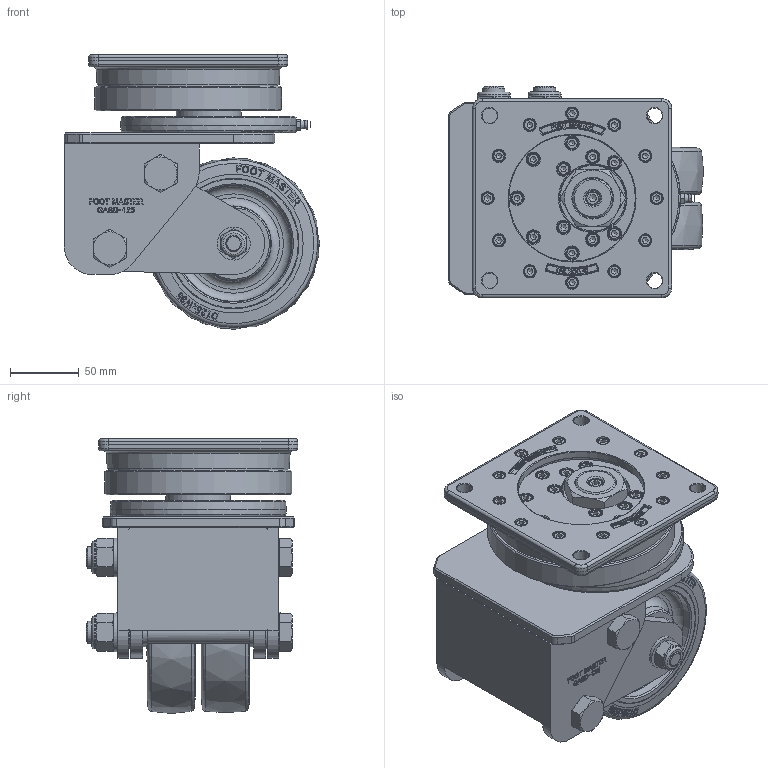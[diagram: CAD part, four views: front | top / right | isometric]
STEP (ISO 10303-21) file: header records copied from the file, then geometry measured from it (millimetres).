
FILE_DESCRIPTION(/* description */ (''),/* implementation_level */ '2;1');
FILE_NAME(/* name */ 'GAASD-125-ASF-HUD.stp',/* time_stamp */ '2024-05-21T09:14:39+09:00',/* author */ ('admin'),/* organization */ (''),/* preprocessor_version */ 'ST-DEVELOPER v18.1',/* originating_system */ 'Autodesk Inventor 2021',/* authorisation */ '');
FILE_SCHEMA (('AUTOMOTIVE_DESIGN { 1 0 10303 214 3 1 1 }'));
Products named in the file (1): GAASD-125-ASF-HUD_Shrinkwrap_1
Bounding box: 185.67 x 154.1 x 200 mm (x, y, z)
Volume: 2008879.4 mm3; surface area: 335668.5 mm2
Topology: 1 solids, 4 shells, 2378 faces, 6476 edges, 4324 vertices
Faces by surface type: plane 1151, bspline 732, cone 225, cylinder 191, torus 70, sphere 9
Full cylindrical faces by diameter (mm): 6 x1, 8.5 x23, 9.5 x23, 10 x1, 11 x5, 16 x6, 16.2 x4, 17.2 x2, 18 x2, 18.2 x2, 18.5 x2, 22.49 x2, 24 x7, 28 x4, 29.93 x1, 30.3 x1, 38 x2, 40 x4, 47 x1, 47.6 x1, 49 x1, 50 x1, 87 x4, 92 x1, 95 x4, 97 x1, 99 x1, 100 x1, 130 x1, 130.3 x1
Entity records: 82840 total; most frequent: CARTESIAN_POINT 26849, ORIENTED_EDGE 12900, DIRECTION 8427, EDGE_CURVE 6450, VERTEX_POINT 4324, LINE 3077, VECTOR 3077, AXIS2_PLACEMENT_3D 2675
